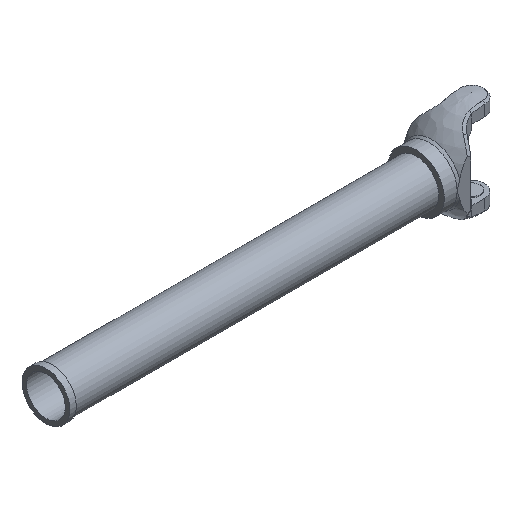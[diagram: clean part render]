
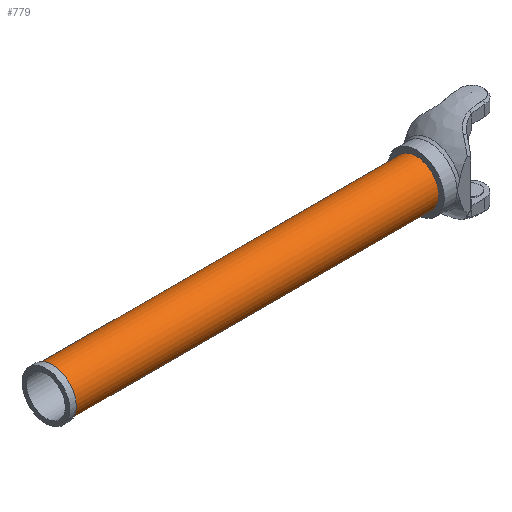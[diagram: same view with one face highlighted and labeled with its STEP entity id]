
A CAD part, isometric view. The second image highlights one B-rep face of the part: STEP entity #779.
In plain terms, the highlighted cylindrical face has radius 35 mm (diameter 70 mm), a full revolution.
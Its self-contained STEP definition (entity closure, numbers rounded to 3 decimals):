
#104=FACE_OUTER_BOUND('',#156,.T.);
#156=EDGE_LOOP('',(#533,#534,#535,#536));
#209=LINE('',#1120,#254);
#254=VECTOR('',#940,35.);
#303=CIRCLE('',#854,35.);
#304=CIRCLE('',#856,35.);
#334=VERTEX_POINT('',#1115);
#335=VERTEX_POINT('',#1118);
#411=EDGE_CURVE('',#334,#334,#303,.T.);
#412=EDGE_CURVE('',#335,#335,#304,.T.);
#413=EDGE_CURVE('',#335,#334,#209,.T.);
#533=ORIENTED_EDGE('',*,*,#412,.T.);
#534=ORIENTED_EDGE('',*,*,#413,.T.);
#535=ORIENTED_EDGE('',*,*,#411,.F.);
#536=ORIENTED_EDGE('',*,*,#413,.F.);
#763=CYLINDRICAL_SURFACE('',#855,35.);
#779=ADVANCED_FACE('',(#104),#763,.T.);
#854=AXIS2_PLACEMENT_3D('',#1116,#934,#935);
#855=AXIS2_PLACEMENT_3D('',#1117,#936,#937);
#856=AXIS2_PLACEMENT_3D('',#1119,#938,#939);
#934=DIRECTION('center_axis',(1.,0.,0.));
#935=DIRECTION('ref_axis',(0.,0.,-1.));
#936=DIRECTION('center_axis',(-1.,0.,0.));
#937=DIRECTION('ref_axis',(0.,0.,-1.));
#938=DIRECTION('center_axis',(1.,0.,0.));
#939=DIRECTION('ref_axis',(0.,0.,-1.));
#940=DIRECTION('',(1.,0.,0.));
#1115=CARTESIAN_POINT('',(-86.,0.,35.));
#1116=CARTESIAN_POINT('Origin',(-86.,0.,0.));
#1117=CARTESIAN_POINT('Origin',(-86.,0.,0.));
#1118=CARTESIAN_POINT('',(-649.,0.,35.));
#1119=CARTESIAN_POINT('Origin',(-649.,0.,0.));
#1120=CARTESIAN_POINT('',(-86.,0.,35.));
